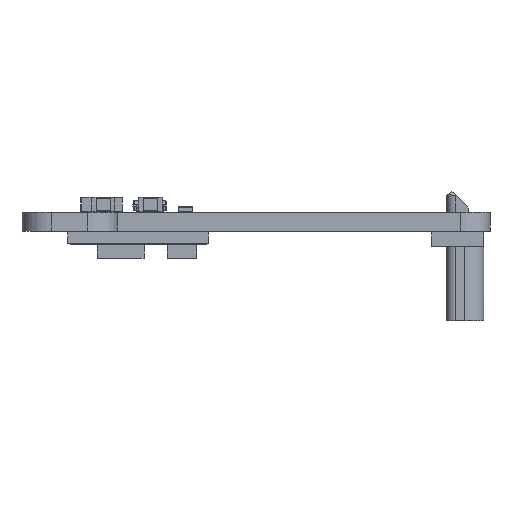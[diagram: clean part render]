
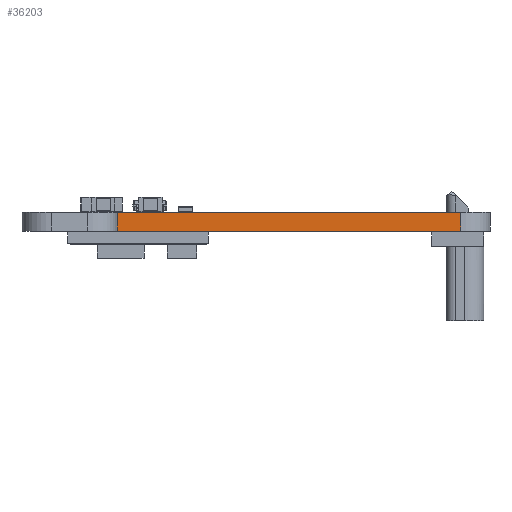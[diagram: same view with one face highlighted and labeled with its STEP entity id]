
A CAD part, left-side view. The second image highlights one B-rep face of the part: STEP entity #36203.
In plain terms, the highlighted planar face has unit normal (-1, 0, 0).
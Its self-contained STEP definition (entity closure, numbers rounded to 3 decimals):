
#31211 = PLANE('',#31212);
#31212 = AXIS2_PLACEMENT_3D('',#31213,#31214,#31215);
#31213 = CARTESIAN_POINT('',(0.521,1.005,1.6));
#31214 = DIRECTION('',(-0.,-0.,-1.));
#31215 = DIRECTION('',(-1.,0.,0.));
#31265 = PLANE('',#31266);
#31266 = AXIS2_PLACEMENT_3D('',#31267,#31268,#31269);
#31267 = CARTESIAN_POINT('',(0.521,1.005,0.));
#31268 = DIRECTION('',(-0.,-0.,-1.));
#31269 = DIRECTION('',(-1.,0.,0.));
#31600 = VERTEX_POINT('',#31601);
#31601 = CARTESIAN_POINT('',(-22.625,-17.5,0.));
#31620 = CYLINDRICAL_SURFACE('',#31621,2.5);
#31621 = AXIS2_PLACEMENT_3D('',#31622,#31623,#31624);
#31622 = CARTESIAN_POINT('',(-20.125,-17.5,0.));
#31623 = DIRECTION('',(-0.,-0.,-1.));
#31624 = DIRECTION('',(1.,0.,-0.));
#31632 = EDGE_CURVE('',#31600,#31633,#31635,.T.);
#31633 = VERTEX_POINT('',#31634);
#31634 = CARTESIAN_POINT('',(-22.625,11.865,0.));
#31635 = SURFACE_CURVE('',#31636,(#31640,#31647),.PCURVE_S1.);
#31636 = LINE('',#31637,#31638);
#31637 = CARTESIAN_POINT('',(-22.625,-17.5,0.));
#31638 = VECTOR('',#31639,1.);
#31639 = DIRECTION('',(0.,1.,0.));
#31640 = PCURVE('',#31265,#31641);
#31641 = DEFINITIONAL_REPRESENTATION('',(#31642),#31646);
#31642 = LINE('',#31643,#31644);
#31643 = CARTESIAN_POINT('',(23.146,-18.505));
#31644 = VECTOR('',#31645,1.);
#31645 = DIRECTION('',(0.,1.));
#31646 = ( GEOMETRIC_REPRESENTATION_CONTEXT(2) 
PARAMETRIC_REPRESENTATION_CONTEXT() REPRESENTATION_CONTEXT('2D SPACE',''
  ) );
#31647 = PCURVE('',#31648,#31653);
#31648 = PLANE('',#31649);
#31649 = AXIS2_PLACEMENT_3D('',#31650,#31651,#31652);
#31650 = CARTESIAN_POINT('',(-22.625,-17.5,0.));
#31651 = DIRECTION('',(-1.,0.,0.));
#31652 = DIRECTION('',(0.,1.,0.));
#31653 = DEFINITIONAL_REPRESENTATION('',(#31654),#31658);
#31654 = LINE('',#31655,#31656);
#31655 = CARTESIAN_POINT('',(0.,0.));
#31656 = VECTOR('',#31657,1.);
#31657 = DIRECTION('',(1.,0.));
#31658 = ( GEOMETRIC_REPRESENTATION_CONTEXT(2) 
PARAMETRIC_REPRESENTATION_CONTEXT() REPRESENTATION_CONTEXT('2D SPACE',''
  ) );
#31676 = PLANE('',#31677);
#31677 = AXIS2_PLACEMENT_3D('',#31678,#31679,#31680);
#31678 = CARTESIAN_POINT('',(-22.625,11.865,0.));
#31679 = DIRECTION('',(0.,-1.,0.));
#31680 = DIRECTION('',(-1.,0.,0.));
#34081 = VERTEX_POINT('',#34082);
#34082 = CARTESIAN_POINT('',(-22.625,-17.5,1.6));
#34108 = EDGE_CURVE('',#34081,#34109,#34111,.T.);
#34109 = VERTEX_POINT('',#34110);
#34110 = CARTESIAN_POINT('',(-22.625,11.865,1.6));
#34111 = SURFACE_CURVE('',#34112,(#34116,#34123),.PCURVE_S1.);
#34112 = LINE('',#34113,#34114);
#34113 = CARTESIAN_POINT('',(-22.625,-17.5,1.6));
#34114 = VECTOR('',#34115,1.);
#34115 = DIRECTION('',(0.,1.,0.));
#34116 = PCURVE('',#31211,#34117);
#34117 = DEFINITIONAL_REPRESENTATION('',(#34118),#34122);
#34118 = LINE('',#34119,#34120);
#34119 = CARTESIAN_POINT('',(23.146,-18.505));
#34120 = VECTOR('',#34121,1.);
#34121 = DIRECTION('',(0.,1.));
#34122 = ( GEOMETRIC_REPRESENTATION_CONTEXT(2) 
PARAMETRIC_REPRESENTATION_CONTEXT() REPRESENTATION_CONTEXT('2D SPACE',''
  ) );
#34123 = PCURVE('',#31648,#34124);
#34124 = DEFINITIONAL_REPRESENTATION('',(#34125),#34129);
#34125 = LINE('',#34126,#34127);
#34126 = CARTESIAN_POINT('',(0.,-1.6));
#34127 = VECTOR('',#34128,1.);
#34128 = DIRECTION('',(1.,0.));
#34129 = ( GEOMETRIC_REPRESENTATION_CONTEXT(2) 
PARAMETRIC_REPRESENTATION_CONTEXT() REPRESENTATION_CONTEXT('2D SPACE',''
  ) );
#36153 = EDGE_CURVE('',#31633,#34109,#36154,.T.);
#36154 = SURFACE_CURVE('',#36155,(#36159,#36166),.PCURVE_S1.);
#36155 = LINE('',#36156,#36157);
#36156 = CARTESIAN_POINT('',(-22.625,11.865,0.));
#36157 = VECTOR('',#36158,1.);
#36158 = DIRECTION('',(0.,0.,1.));
#36159 = PCURVE('',#31676,#36160);
#36160 = DEFINITIONAL_REPRESENTATION('',(#36161),#36165);
#36161 = LINE('',#36162,#36163);
#36162 = CARTESIAN_POINT('',(0.,-0.));
#36163 = VECTOR('',#36164,1.);
#36164 = DIRECTION('',(0.,-1.));
#36165 = ( GEOMETRIC_REPRESENTATION_CONTEXT(2) 
PARAMETRIC_REPRESENTATION_CONTEXT() REPRESENTATION_CONTEXT('2D SPACE',''
  ) );
#36166 = PCURVE('',#31648,#36167);
#36167 = DEFINITIONAL_REPRESENTATION('',(#36168),#36172);
#36168 = LINE('',#36169,#36170);
#36169 = CARTESIAN_POINT('',(29.365,0.));
#36170 = VECTOR('',#36171,1.);
#36171 = DIRECTION('',(0.,-1.));
#36172 = ( GEOMETRIC_REPRESENTATION_CONTEXT(2) 
PARAMETRIC_REPRESENTATION_CONTEXT() REPRESENTATION_CONTEXT('2D SPACE',''
  ) );
#36203 = ADVANCED_FACE('',(#36204),#31648,.T.);
#36204 = FACE_BOUND('',#36205,.T.);
#36205 = EDGE_LOOP('',(#36206,#36227,#36228,#36229));
#36206 = ORIENTED_EDGE('',*,*,#36207,.T.);
#36207 = EDGE_CURVE('',#31600,#34081,#36208,.T.);
#36208 = SURFACE_CURVE('',#36209,(#36213,#36220),.PCURVE_S1.);
#36209 = LINE('',#36210,#36211);
#36210 = CARTESIAN_POINT('',(-22.625,-17.5,0.));
#36211 = VECTOR('',#36212,1.);
#36212 = DIRECTION('',(0.,0.,1.));
#36213 = PCURVE('',#31648,#36214);
#36214 = DEFINITIONAL_REPRESENTATION('',(#36215),#36219);
#36215 = LINE('',#36216,#36217);
#36216 = CARTESIAN_POINT('',(0.,0.));
#36217 = VECTOR('',#36218,1.);
#36218 = DIRECTION('',(0.,-1.));
#36219 = ( GEOMETRIC_REPRESENTATION_CONTEXT(2) 
PARAMETRIC_REPRESENTATION_CONTEXT() REPRESENTATION_CONTEXT('2D SPACE',''
  ) );
#36220 = PCURVE('',#31620,#36221);
#36221 = DEFINITIONAL_REPRESENTATION('',(#36222),#36226);
#36222 = LINE('',#36223,#36224);
#36223 = CARTESIAN_POINT('',(-3.142,0.));
#36224 = VECTOR('',#36225,1.);
#36225 = DIRECTION('',(-0.,-1.));
#36226 = ( GEOMETRIC_REPRESENTATION_CONTEXT(2) 
PARAMETRIC_REPRESENTATION_CONTEXT() REPRESENTATION_CONTEXT('2D SPACE',''
  ) );
#36227 = ORIENTED_EDGE('',*,*,#34108,.T.);
#36228 = ORIENTED_EDGE('',*,*,#36153,.F.);
#36229 = ORIENTED_EDGE('',*,*,#31632,.F.);
